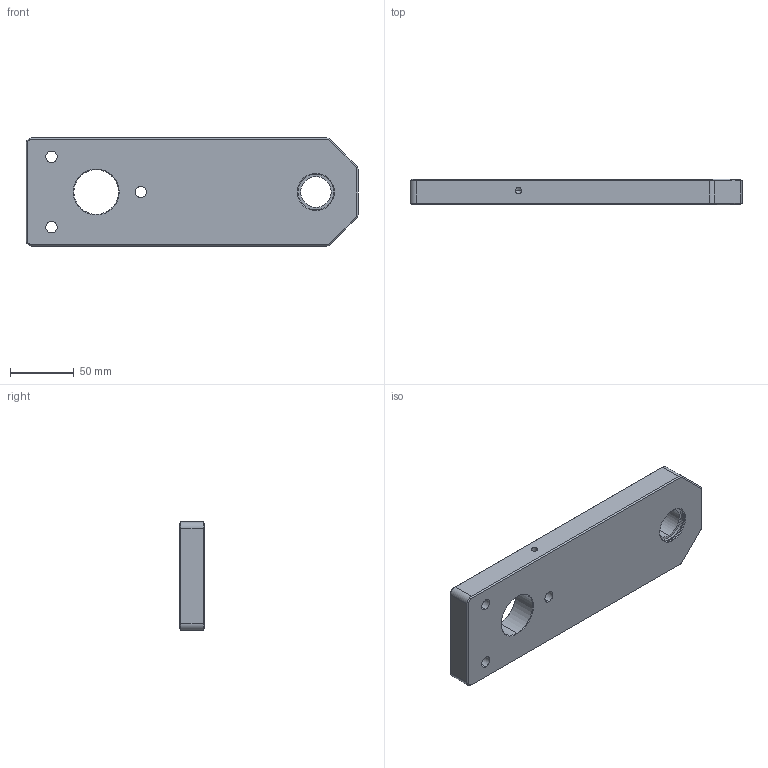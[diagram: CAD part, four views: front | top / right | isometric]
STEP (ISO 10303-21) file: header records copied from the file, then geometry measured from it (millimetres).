
FILE_DESCRIPTION (( 'STEP AP203' ), '1' );
FILE_NAME ('XWG0301-D-ALU-BOITIERGUIDAGE.STEP', '2024-04-25T14:34:47', ( '' ), ( '' ), 'SwSTEP 2.0', 'SolidWorks 2021', '' );
FILE_SCHEMA (( 'CONFIG_CONTROL_DESIGN' ));
Length unit declared in the file: millimetre
Products named in the file (1): XWG0301-D-ALU-BOITIERGUIDAGE
Bounding box: 260 x 20 x 85 mm (x, y, z)
Volume: 392593.5 mm3; surface area: 59848 mm2
Topology: 1 solids, 1 shells, 98 faces, 226 edges, 130 vertices
Faces by surface type: cylinder 40, cone 32, plane 26
Entity records: 2771 total; most frequent: DIRECTION 512, CARTESIAN_POINT 443, ORIENTED_EDGE 428, EDGE_CURVE 214, AXIS2_PLACEMENT_3D 199, VERTEX_POINT 130, EDGE_LOOP 120, VECTOR 114
